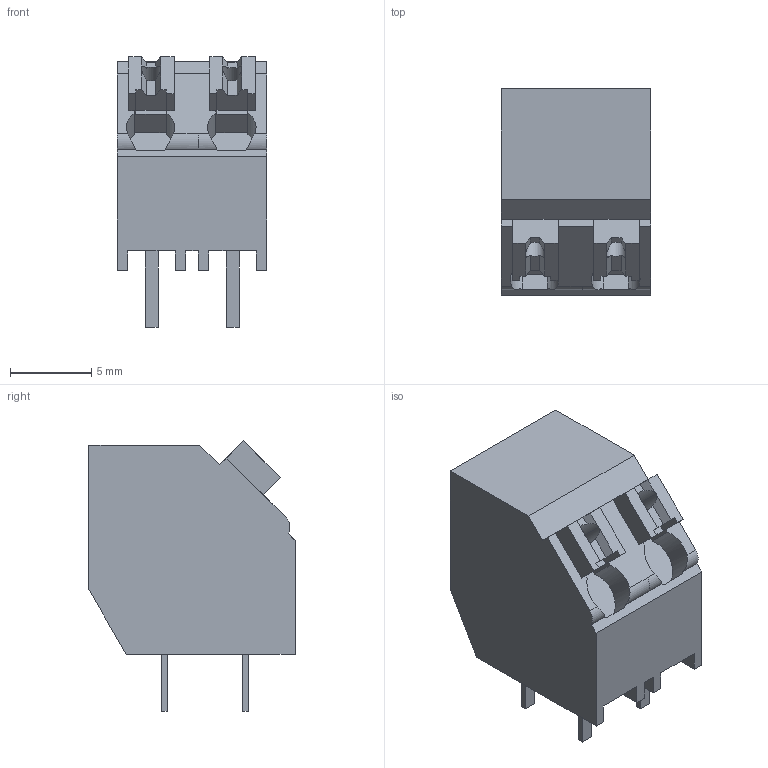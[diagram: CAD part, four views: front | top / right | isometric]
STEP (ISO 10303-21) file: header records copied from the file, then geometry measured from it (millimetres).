
FILE_DESCRIPTION(('CATIA V5 STEP Exchange','CAx-IF Rec.Pracs.--- Model Styling and Organization---1.2---2011-12-15'),'2;1');
FILE_NAME ('D1458631_0_1888640000_1888640000.stp','2018-03-20T12:30:38+00:00',('none'),('Weidmueller'),'CATIA Version 5-6 Release 2014','CATIA V5 STEP AP214','none');
FILE_SCHEMA(('AUTOMOTIVE_DESIGN { 1 0 10303 214 1 1 1 1 }'));
Length unit declared in the file: millimetre
Products named in the file (1): 1888640000
Bounding box: 9.2 x 12.7 x 16.66 mm (x, y, z)
Volume: 1068.4 mm3; surface area: 1229.6 mm2
Topology: 7 solids, 7 shells, 145 faces, 386 edges, 256 vertices
Faces by surface type: plane 133, cylinder 12
Entity records: 4295 total; most frequent: CARTESIAN_POINT 825, ORIENTED_EDGE 772, DIRECTION 582, EDGE_CURVE 386, VECTOR 343, LINE 343, VERTEX_POINT 256, EDGE_LOOP 150
